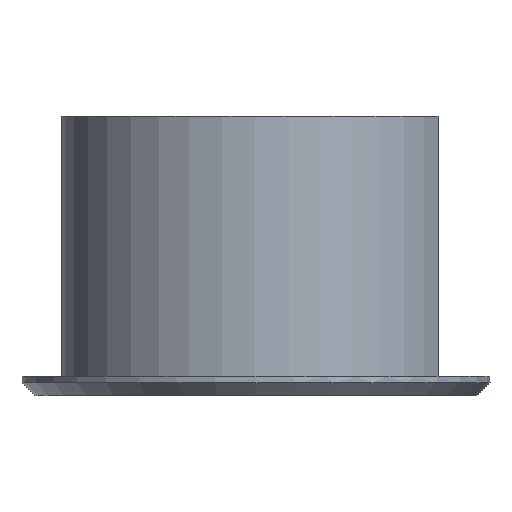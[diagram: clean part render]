
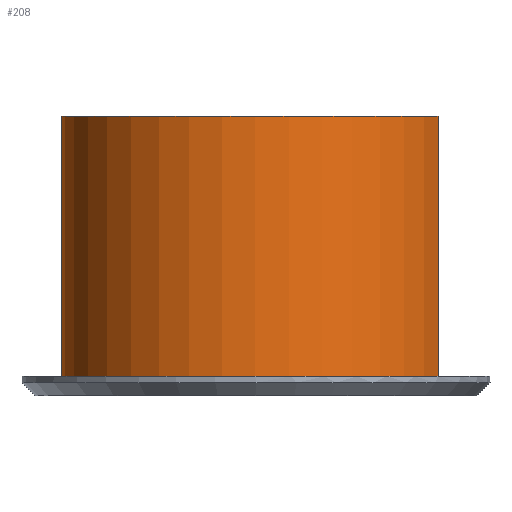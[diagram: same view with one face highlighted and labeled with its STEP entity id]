
A CAD part, left-side view. The second image highlights one B-rep face of the part: STEP entity #208.
In plain terms, the highlighted cylindrical face has radius 14.925 mm (diameter 29.85 mm), a partial arc.
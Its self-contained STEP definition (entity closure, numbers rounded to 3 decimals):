
#19=CYLINDRICAL_SURFACE('',#233,14.925);
#28=CIRCLE('',#219,14.925);
#37=CIRCLE('',#234,14.925);
#51=FACE_OUTER_BOUND('',#68,.T.);
#68=EDGE_LOOP('',(#169,#170,#171,#172));
#78=LINE('',#323,#88);
#80=LINE('',#327,#90);
#88=VECTOR('',#251,10.);
#90=VECTOR('',#253,10.);
#98=VERTEX_POINT('',#321);
#99=VERTEX_POINT('',#322);
#100=VERTEX_POINT('',#324);
#101=VERTEX_POINT('',#326);
#116=EDGE_CURVE('',#98,#99,#78,.T.);
#118=EDGE_CURVE('',#101,#100,#80,.T.);
#120=EDGE_CURVE('',#101,#99,#28,.F.);
#132=EDGE_CURVE('',#98,#100,#37,.T.);
#169=ORIENTED_EDGE('',*,*,#116,.T.);
#170=ORIENTED_EDGE('',*,*,#120,.F.);
#171=ORIENTED_EDGE('',*,*,#118,.T.);
#172=ORIENTED_EDGE('',*,*,#132,.F.);
#208=ADVANCED_FACE('',(#51),#19,.T.);
#219=AXIS2_PLACEMENT_3D('',#330,#257,#258);
#233=AXIS2_PLACEMENT_3D('',#355,#288,#289);
#234=AXIS2_PLACEMENT_3D('',#356,#290,#291);
#251=DIRECTION('',(0.,0.,1.));
#253=DIRECTION('',(0.,0.,-1.));
#257=DIRECTION('center_axis',(0.,0.,-1.));
#258=DIRECTION('ref_axis',(-1.,0.,0.));
#288=DIRECTION('center_axis',(0.,0.,1.));
#289=DIRECTION('ref_axis',(0.,1.,0.));
#290=DIRECTION('center_axis',(0.,0.,-1.));
#291=DIRECTION('ref_axis',(-1.,0.,0.));
#321=CARTESIAN_POINT('',(-5.173,-14.,1.5));
#322=CARTESIAN_POINT('',(-5.173,-14.,21.5));
#323=CARTESIAN_POINT('',(-5.173,-14.,1.5));
#324=CARTESIAN_POINT('',(5.173,-14.,1.5));
#326=CARTESIAN_POINT('',(5.173,-14.,21.5));
#327=CARTESIAN_POINT('',(5.173,-14.,1.5));
#330=CARTESIAN_POINT('Origin',(0.,0.,21.5));
#355=CARTESIAN_POINT('Origin',(0.,0.,1.5));
#356=CARTESIAN_POINT('Origin',(0.,0.,1.5));
